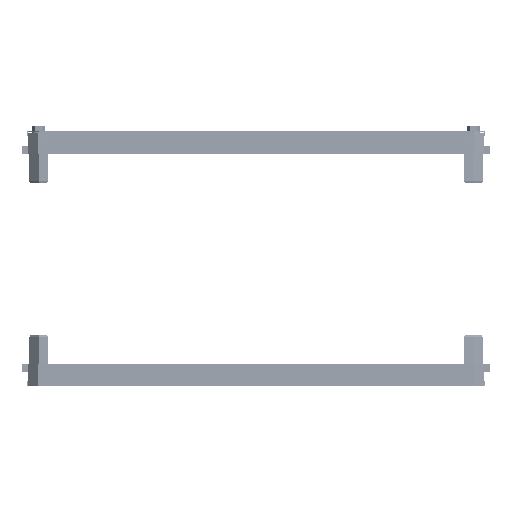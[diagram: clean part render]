
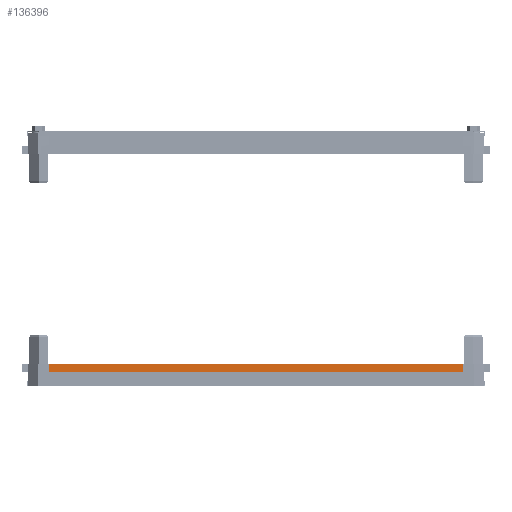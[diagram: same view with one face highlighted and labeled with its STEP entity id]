
A CAD part, front view. The second image highlights one B-rep face of the part: STEP entity #136396.
In plain terms, the highlighted planar face has unit normal (0, -1, 0).
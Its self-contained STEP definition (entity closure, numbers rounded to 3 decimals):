
#7382 = DIRECTION ( 'NONE',  ( 0., 1., 0. ) ) ;
#8933 = VECTOR ( 'NONE', #48446, 1000. ) ;
#10653 = CARTESIAN_POINT ( 'NONE',  ( 153.95, -591.6, 32.6 ) ) ;
#12401 = CARTESIAN_POINT ( 'NONE',  ( -554.05, -591.6, 32.6 ) ) ;
#15099 = VERTEX_POINT ( 'NONE', #98311 ) ;
#16030 = CARTESIAN_POINT ( 'NONE',  ( 153.95, -591.6, 22.4 ) ) ;
#21387 = EDGE_CURVE ( 'NONE', #165101, #125535, #176325, .T. ) ;
#27377 = FACE_OUTER_BOUND ( 'NONE', #194059, .T. ) ;
#39023 = DIRECTION ( 'NONE',  ( -1., 0., 0. ) ) ;
#47078 = CARTESIAN_POINT ( 'NONE',  ( 153.95, -591.6, 35.4 ) ) ;
#48446 = DIRECTION ( 'NONE',  ( -1., 0., 0. ) ) ;
#49264 = ORIENTED_EDGE ( 'NONE', *, *, #123360, .F. ) ;
#54216 = VECTOR ( 'NONE', #216966, 1000. ) ;
#59819 = PLANE ( 'NONE',  #89706 ) ;
#76011 = ORIENTED_EDGE ( 'NONE', *, *, #115729, .F. ) ;
#83384 = CARTESIAN_POINT ( 'NONE',  ( -554.05, -591.6, 22.4 ) ) ;
#89706 = AXIS2_PLACEMENT_3D ( 'NONE', #10653, #7382, #216113 ) ;
#90339 = CARTESIAN_POINT ( 'NONE',  ( 153.95, -591.6, 35.4 ) ) ;
#98311 = CARTESIAN_POINT ( 'NONE',  ( 153.95, -591.6, 22.4 ) ) ;
#98939 = VECTOR ( 'NONE', #39023, 1000. ) ;
#114616 = CARTESIAN_POINT ( 'NONE',  ( -554.05, -591.6, 35.4 ) ) ;
#115729 = EDGE_CURVE ( 'NONE', #165101, #15099, #198022, .T. ) ;
#123360 = EDGE_CURVE ( 'NONE', #15099, #146259, #204739, .T. ) ;
#125535 = VERTEX_POINT ( 'NONE', #114616 ) ;
#131842 = DIRECTION ( 'NONE',  ( 0., 0., -1. ) ) ;
#136396 = ADVANCED_FACE ( 'NONE', ( #27377 ), #59819, .F. ) ;
#143717 = ORIENTED_EDGE ( 'NONE', *, *, #21387, .T. ) ;
#146259 = VERTEX_POINT ( 'NONE', #83384 ) ;
#146596 = CARTESIAN_POINT ( 'NONE',  ( 153.95, -591.6, 32.6 ) ) ;
#146985 = ORIENTED_EDGE ( 'NONE', *, *, #193573, .T. ) ;
#165101 = VERTEX_POINT ( 'NONE', #47078 ) ;
#165364 = LINE ( 'NONE', #12401, #190207 ) ;
#176325 = LINE ( 'NONE', #90339, #98939 ) ;
#190207 = VECTOR ( 'NONE', #131842, 1000. ) ;
#193573 = EDGE_CURVE ( 'NONE', #125535, #146259, #165364, .T. ) ;
#194059 = EDGE_LOOP ( 'NONE', ( #146985, #49264, #76011, #143717 ) ) ;
#198022 = LINE ( 'NONE', #146596, #54216 ) ;
#204739 = LINE ( 'NONE', #16030, #8933 ) ;
#216113 = DIRECTION ( 'NONE',  ( -1., 0., 0. ) ) ;
#216966 = DIRECTION ( 'NONE',  ( 0., 0., -1. ) ) ;
